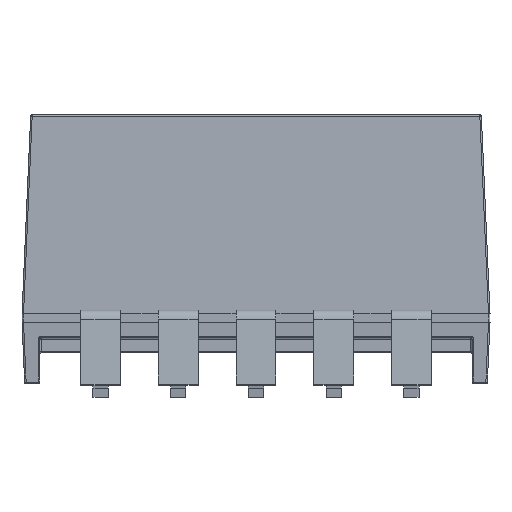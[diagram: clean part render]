
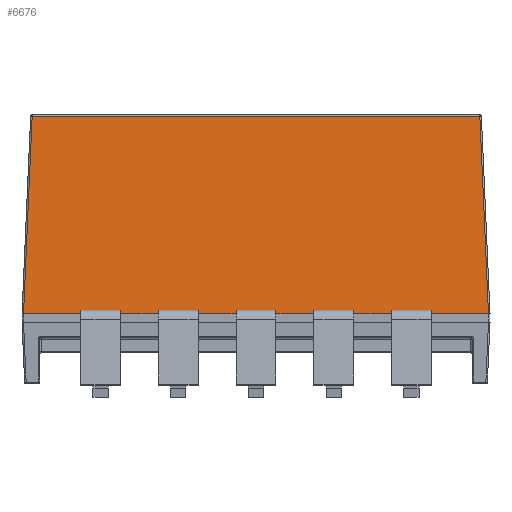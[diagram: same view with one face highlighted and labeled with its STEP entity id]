
A CAD part, left-side view. The second image highlights one B-rep face of the part: STEP entity #6676.
In plain terms, the highlighted planar face has unit normal (-0.999, 0, 0.044).
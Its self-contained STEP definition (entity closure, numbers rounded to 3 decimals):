
#541=FACE_OUTER_BOUND('',#924,.T.);
#924=EDGE_LOOP('',(#4962,#4963,#4964,#4965,#4966,#4967,#4968,#4969,#4970,
#4971,#4972,#4973,#4974,#4975,#4976,#4977,#4978,#4979,#4980,#4981,#4982,
#4983,#4984,#4985,#4986,#4987));
#1377=LINE('',#10211,#2120);
#1393=LINE('',#10250,#2136);
#1398=LINE('',#10276,#2141);
#1403=LINE('',#10294,#2146);
#1410=LINE('',#10310,#2153);
#1460=LINE('',#10387,#2203);
#1461=LINE('',#10389,#2204);
#1462=LINE('',#10391,#2205);
#1463=LINE('',#10393,#2206);
#1464=LINE('',#10395,#2207);
#1465=LINE('',#10397,#2208);
#1466=LINE('',#10399,#2209);
#1467=LINE('',#10401,#2210);
#1468=LINE('',#10403,#2211);
#1469=LINE('',#10405,#2212);
#1470=LINE('',#10407,#2213);
#1471=LINE('',#10409,#2214);
#1472=LINE('',#10411,#2215);
#1473=LINE('',#10413,#2216);
#1474=LINE('',#10415,#2217);
#1475=LINE('',#10417,#2218);
#1476=LINE('',#10419,#2219);
#1477=LINE('',#10421,#2220);
#1478=LINE('',#10423,#2221);
#1479=LINE('',#10425,#2222);
#1480=LINE('',#10426,#2223);
#2120=VECTOR('',#8182,0.);
#2136=VECTOR('',#8210,0.);
#2141=VECTOR('',#8245,6.464);
#2146=VECTOR('',#8268,14.637);
#2153=VECTOR('',#8281,6.464);
#2203=VECTOR('',#8383,1.87);
#2204=VECTOR('',#8384,0.11);
#2205=VECTOR('',#8385,1.3);
#2206=VECTOR('',#8386,0.11);
#2207=VECTOR('',#8387,1.24);
#2208=VECTOR('',#8388,0.11);
#2209=VECTOR('',#8389,1.3);
#2210=VECTOR('',#8390,0.11);
#2211=VECTOR('',#8391,1.24);
#2212=VECTOR('',#8392,0.11);
#2213=VECTOR('',#8393,1.3);
#2214=VECTOR('',#8394,0.11);
#2215=VECTOR('',#8395,1.24);
#2216=VECTOR('',#8396,0.11);
#2217=VECTOR('',#8397,1.3);
#2218=VECTOR('',#8398,0.11);
#2219=VECTOR('',#8399,1.24);
#2220=VECTOR('',#8400,0.11);
#2221=VECTOR('',#8401,1.3);
#2222=VECTOR('',#8402,0.11);
#2223=VECTOR('',#8403,1.87);
#2864=VERTEX_POINT('',#10208);
#2865=VERTEX_POINT('',#10210);
#2877=VERTEX_POINT('',#10238);
#2882=VERTEX_POINT('',#10248);
#2883=VERTEX_POINT('',#10252);
#2887=VERTEX_POINT('',#10269);
#2899=VERTEX_POINT('',#10386);
#2900=VERTEX_POINT('',#10388);
#2901=VERTEX_POINT('',#10390);
#2902=VERTEX_POINT('',#10392);
#2903=VERTEX_POINT('',#10394);
#2904=VERTEX_POINT('',#10396);
#2905=VERTEX_POINT('',#10398);
#2906=VERTEX_POINT('',#10400);
#2907=VERTEX_POINT('',#10402);
#2908=VERTEX_POINT('',#10404);
#2909=VERTEX_POINT('',#10406);
#2910=VERTEX_POINT('',#10408);
#2911=VERTEX_POINT('',#10410);
#2912=VERTEX_POINT('',#10412);
#2913=VERTEX_POINT('',#10414);
#2914=VERTEX_POINT('',#10416);
#2915=VERTEX_POINT('',#10418);
#2916=VERTEX_POINT('',#10420);
#2917=VERTEX_POINT('',#10422);
#2918=VERTEX_POINT('',#10424);
#3567=EDGE_CURVE('',#2865,#2864,#1377,.T.);
#3587=EDGE_CURVE('',#2877,#2882,#1393,.T.);
#3601=EDGE_CURVE('',#2887,#2882,#1398,.T.);
#3610=EDGE_CURVE('',#2883,#2887,#1403,.T.);
#3618=EDGE_CURVE('',#2865,#2883,#1410,.T.);
#3668=EDGE_CURVE('',#2864,#2899,#1460,.T.);
#3669=EDGE_CURVE('',#2900,#2899,#1461,.T.);
#3670=EDGE_CURVE('',#2900,#2901,#1462,.F.);
#3671=EDGE_CURVE('',#2902,#2901,#1463,.T.);
#3672=EDGE_CURVE('',#2902,#2903,#1464,.T.);
#3673=EDGE_CURVE('',#2904,#2903,#1465,.T.);
#3674=EDGE_CURVE('',#2904,#2905,#1466,.F.);
#3675=EDGE_CURVE('',#2906,#2905,#1467,.T.);
#3676=EDGE_CURVE('',#2906,#2907,#1468,.T.);
#3677=EDGE_CURVE('',#2908,#2907,#1469,.T.);
#3678=EDGE_CURVE('',#2908,#2909,#1470,.F.);
#3679=EDGE_CURVE('',#2910,#2909,#1471,.T.);
#3680=EDGE_CURVE('',#2910,#2911,#1472,.T.);
#3681=EDGE_CURVE('',#2912,#2911,#1473,.T.);
#3682=EDGE_CURVE('',#2912,#2913,#1474,.F.);
#3683=EDGE_CURVE('',#2914,#2913,#1475,.T.);
#3684=EDGE_CURVE('',#2914,#2915,#1476,.T.);
#3685=EDGE_CURVE('',#2916,#2915,#1477,.T.);
#3686=EDGE_CURVE('',#2916,#2917,#1478,.F.);
#3687=EDGE_CURVE('',#2918,#2917,#1479,.T.);
#3688=EDGE_CURVE('',#2918,#2877,#1480,.T.);
#4962=ORIENTED_EDGE('',*,*,#3601,.F.);
#4963=ORIENTED_EDGE('',*,*,#3610,.F.);
#4964=ORIENTED_EDGE('',*,*,#3618,.F.);
#4965=ORIENTED_EDGE('',*,*,#3567,.T.);
#4966=ORIENTED_EDGE('',*,*,#3668,.T.);
#4967=ORIENTED_EDGE('',*,*,#3669,.F.);
#4968=ORIENTED_EDGE('',*,*,#3670,.T.);
#4969=ORIENTED_EDGE('',*,*,#3671,.F.);
#4970=ORIENTED_EDGE('',*,*,#3672,.T.);
#4971=ORIENTED_EDGE('',*,*,#3673,.F.);
#4972=ORIENTED_EDGE('',*,*,#3674,.T.);
#4973=ORIENTED_EDGE('',*,*,#3675,.F.);
#4974=ORIENTED_EDGE('',*,*,#3676,.T.);
#4975=ORIENTED_EDGE('',*,*,#3677,.F.);
#4976=ORIENTED_EDGE('',*,*,#3678,.T.);
#4977=ORIENTED_EDGE('',*,*,#3679,.F.);
#4978=ORIENTED_EDGE('',*,*,#3680,.T.);
#4979=ORIENTED_EDGE('',*,*,#3681,.F.);
#4980=ORIENTED_EDGE('',*,*,#3682,.T.);
#4981=ORIENTED_EDGE('',*,*,#3683,.F.);
#4982=ORIENTED_EDGE('',*,*,#3684,.T.);
#4983=ORIENTED_EDGE('',*,*,#3685,.F.);
#4984=ORIENTED_EDGE('',*,*,#3686,.T.);
#4985=ORIENTED_EDGE('',*,*,#3687,.F.);
#4986=ORIENTED_EDGE('',*,*,#3688,.T.);
#4987=ORIENTED_EDGE('',*,*,#3587,.T.);
#6147=PLANE('',#7171);
#6676=ADVANCED_FACE('',(#541),#6147,.T.);
#7171=AXIS2_PLACEMENT_3D('',#10385,#8381,#8382);
#8182=DIRECTION('',(0.,-1.,0.));
#8210=DIRECTION('',(0.,-1.,0.));
#8245=DIRECTION('',(-0.044,-0.044,-0.998));
#8268=DIRECTION('',(0.,-1.,0.));
#8281=DIRECTION('',(0.044,-0.044,0.998));
#8381=DIRECTION('center_axis',(-0.999,0.,0.044));
#8382=DIRECTION('ref_axis',(0.044,0.,0.999));
#8383=DIRECTION('',(0.,-1.,0.));
#8384=DIRECTION('',(-0.044,0.,-0.999));
#8385=DIRECTION('',(0.,1.,0.));
#8386=DIRECTION('',(0.044,0.,0.999));
#8387=DIRECTION('',(0.,-1.,0.));
#8388=DIRECTION('',(-0.044,0.,-0.999));
#8389=DIRECTION('',(0.,1.,0.));
#8390=DIRECTION('',(0.044,0.,0.999));
#8391=DIRECTION('',(0.,-1.,0.));
#8392=DIRECTION('',(-0.044,0.,-0.999));
#8393=DIRECTION('',(0.,1.,0.));
#8394=DIRECTION('',(0.044,0.,0.999));
#8395=DIRECTION('',(0.,-1.,0.));
#8396=DIRECTION('',(-0.044,0.,-0.999));
#8397=DIRECTION('',(0.,1.,0.));
#8398=DIRECTION('',(0.044,0.,0.999));
#8399=DIRECTION('',(0.,-1.,0.));
#8400=DIRECTION('',(-0.044,0.,-0.999));
#8401=DIRECTION('',(0.,1.,0.));
#8402=DIRECTION('',(0.044,0.,0.999));
#8403=DIRECTION('',(0.,-1.,0.));
#10208=CARTESIAN_POINT('',(-4.8,7.6,2.74));
#10210=CARTESIAN_POINT('',(-4.8,7.6,2.74));
#10211=CARTESIAN_POINT('',(-4.8,0.,2.74));
#10238=CARTESIAN_POINT('',(-4.8,-7.6,2.74));
#10248=CARTESIAN_POINT('',(-4.8,-7.6,2.74));
#10250=CARTESIAN_POINT('',(-4.8,0.,2.74));
#10252=CARTESIAN_POINT('',(-4.518,7.318,9.192));
#10269=CARTESIAN_POINT('',(-4.518,-7.318,9.192));
#10276=CARTESIAN_POINT('',(-4.649,-7.449,6.2));
#10294=CARTESIAN_POINT('',(-4.518,0.,9.192));
#10310=CARTESIAN_POINT('',(-4.649,7.449,6.2));
#10385=CARTESIAN_POINT('Origin',(-4.658,0.,5.99));
#10386=CARTESIAN_POINT('',(-4.8,5.73,2.74));
#10387=CARTESIAN_POINT('',(-4.8,0.,2.74));
#10388=CARTESIAN_POINT('',(-4.795,5.73,2.85));
#10389=CARTESIAN_POINT('',(-4.728,5.73,4.386));
#10390=CARTESIAN_POINT('',(-4.795,4.43,2.85));
#10391=CARTESIAN_POINT('',(-4.795,0.,2.85));
#10392=CARTESIAN_POINT('',(-4.8,4.43,2.74));
#10393=CARTESIAN_POINT('',(-4.716,4.43,4.663));
#10394=CARTESIAN_POINT('',(-4.8,3.19,2.74));
#10395=CARTESIAN_POINT('',(-4.8,0.,2.74));
#10396=CARTESIAN_POINT('',(-4.795,3.19,2.85));
#10397=CARTESIAN_POINT('',(-4.728,3.19,4.386));
#10398=CARTESIAN_POINT('',(-4.795,1.89,2.85));
#10399=CARTESIAN_POINT('',(-4.795,0.,2.85));
#10400=CARTESIAN_POINT('',(-4.8,1.89,2.74));
#10401=CARTESIAN_POINT('',(-4.716,1.89,4.663));
#10402=CARTESIAN_POINT('',(-4.8,0.65,2.74));
#10403=CARTESIAN_POINT('',(-4.8,0.,2.74));
#10404=CARTESIAN_POINT('',(-4.795,0.65,2.85));
#10405=CARTESIAN_POINT('',(-4.728,0.65,4.386));
#10406=CARTESIAN_POINT('',(-4.795,-0.65,2.85));
#10407=CARTESIAN_POINT('',(-4.795,0.,2.85));
#10408=CARTESIAN_POINT('',(-4.8,-0.65,2.74));
#10409=CARTESIAN_POINT('',(-4.716,-0.65,4.663));
#10410=CARTESIAN_POINT('',(-4.8,-1.89,2.74));
#10411=CARTESIAN_POINT('',(-4.8,0.,2.74));
#10412=CARTESIAN_POINT('',(-4.795,-1.89,2.85));
#10413=CARTESIAN_POINT('',(-4.728,-1.89,4.386));
#10414=CARTESIAN_POINT('',(-4.795,-3.19,2.85));
#10415=CARTESIAN_POINT('',(-4.795,0.,2.85));
#10416=CARTESIAN_POINT('',(-4.8,-3.19,2.74));
#10417=CARTESIAN_POINT('',(-4.716,-3.19,4.663));
#10418=CARTESIAN_POINT('',(-4.8,-4.43,2.74));
#10419=CARTESIAN_POINT('',(-4.8,0.,2.74));
#10420=CARTESIAN_POINT('',(-4.795,-4.43,2.85));
#10421=CARTESIAN_POINT('',(-4.728,-4.43,4.386));
#10422=CARTESIAN_POINT('',(-4.795,-5.73,2.85));
#10423=CARTESIAN_POINT('',(-4.795,0.,2.85));
#10424=CARTESIAN_POINT('',(-4.8,-5.73,2.74));
#10425=CARTESIAN_POINT('',(-4.716,-5.73,4.663));
#10426=CARTESIAN_POINT('',(-4.8,0.,2.74));
